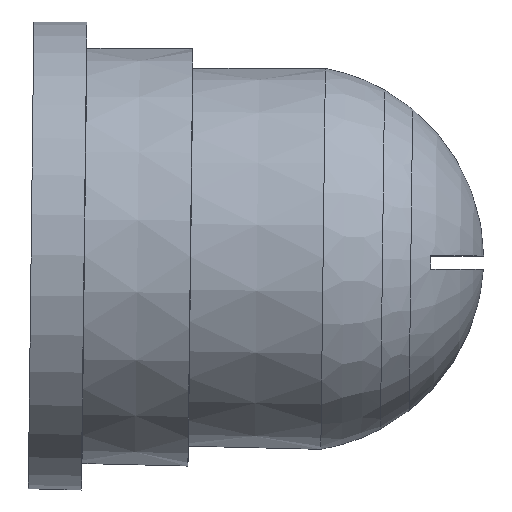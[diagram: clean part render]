
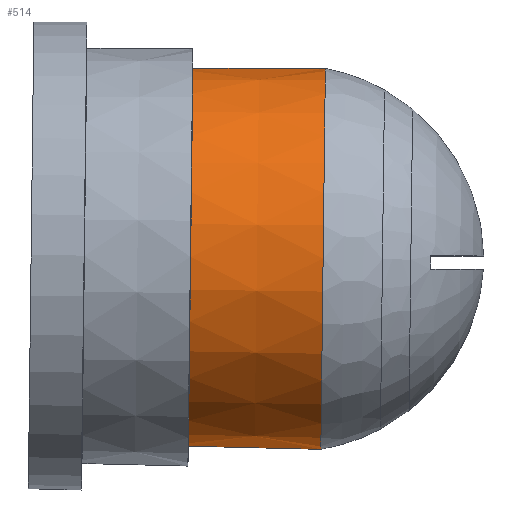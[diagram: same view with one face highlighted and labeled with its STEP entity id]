
A CAD part, top view. The second image highlights one B-rep face of the part: STEP entity #514.
In plain terms, the highlighted conical face has half-angle 0.68 degrees and reference radius 7.129 mm.
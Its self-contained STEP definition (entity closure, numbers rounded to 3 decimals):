
#2 = DIRECTION ( 'NONE',  ( 1., -0.012, 0. ) ) ;
#84 = ORIENTED_EDGE ( 'NONE', *, *, #844, .F. ) ;
#94 = AXIS2_PLACEMENT_3D ( 'NONE', #946, #2, #1154 ) ;
#148 = CARTESIAN_POINT ( 'NONE',  ( -8.525, 4.23, 0. ) ) ;
#168 = VECTOR ( 'NONE', #223, 1000. ) ;
#183 = CARTESIAN_POINT ( 'NONE',  ( -13.695, -10.027, 0. ) ) ;
#185 = VERTEX_POINT ( 'NONE', #148 ) ;
#208 = CARTESIAN_POINT ( 'NONE',  ( -8.611, -2.958, 0. ) ) ;
#223 = DIRECTION ( 'NONE',  ( 1., 0., 0. ) ) ;
#228 = ORIENTED_EDGE ( 'NONE', *, *, #659, .T. ) ;
#240 = CARTESIAN_POINT ( 'NONE',  ( -13.525, 4.23, 0. ) ) ;
#266 = DIRECTION ( 'NONE',  ( 1., -0.012, 0. ) ) ;
#307 = DIRECTION ( 'NONE',  ( 0.012, 1., 0. ) ) ;
#327 = CARTESIAN_POINT ( 'NONE',  ( -13.525, 4.23, 0. ) ) ;
#352 = CARTESIAN_POINT ( 'NONE',  ( -8.696, -10.146, 0. ) ) ;
#391 = DIRECTION ( 'NONE',  ( 1., -0.024, 0. ) ) ;
#438 = VERTEX_POINT ( 'NONE', #810 ) ;
#495 = LINE ( 'NONE', #183, #860 ) ;
#508 = LINE ( 'NONE', #240, #168 ) ;
#514 = ADVANCED_FACE ( 'NONE', ( #1149 ), #1345, .T. ) ;
#659 = EDGE_CURVE ( 'NONE', #438, #1201, #495, .T. ) ;
#696 = EDGE_CURVE ( 'NONE', #185, #1201, #1298, .T. ) ;
#710 = EDGE_CURVE ( 'NONE', #855, #438, #836, .T. ) ;
#734 = AXIS2_PLACEMENT_3D ( 'NONE', #910, #266, #1002 ) ;
#810 = CARTESIAN_POINT ( 'NONE',  ( -13.695, -10.027, 0. ) ) ;
#836 = CIRCLE ( 'NONE', #94, 7.129 ) ;
#844 = EDGE_CURVE ( 'NONE', #855, #185, #508, .T. ) ;
#847 = EDGE_LOOP ( 'NONE', ( #1074, #228, #1199, #84 ) ) ;
#852 = DIRECTION ( 'NONE',  ( 1., -0.012, 0. ) ) ;
#855 = VERTEX_POINT ( 'NONE', #327 ) ;
#860 = VECTOR ( 'NONE', #391, 1000. ) ;
#910 = CARTESIAN_POINT ( 'NONE',  ( -13.61, -2.899, 0. ) ) ;
#946 = CARTESIAN_POINT ( 'NONE',  ( -13.61, -2.899, 0. ) ) ;
#1002 = DIRECTION ( 'NONE',  ( 0.012, 1., 0. ) ) ;
#1032 = AXIS2_PLACEMENT_3D ( 'NONE', #208, #852, #307 ) ;
#1074 = ORIENTED_EDGE ( 'NONE', *, *, #710, .T. ) ;
#1149 = FACE_OUTER_BOUND ( 'NONE', #847, .T. ) ;
#1154 = DIRECTION ( 'NONE',  ( 0.012, 1., 0. ) ) ;
#1199 = ORIENTED_EDGE ( 'NONE', *, *, #696, .F. ) ;
#1201 = VERTEX_POINT ( 'NONE', #352 ) ;
#1298 = CIRCLE ( 'NONE', #1032, 7.188 ) ;
#1345 = CONICAL_SURFACE ( 'NONE', #734, 7.129, 0.012 ) ;
